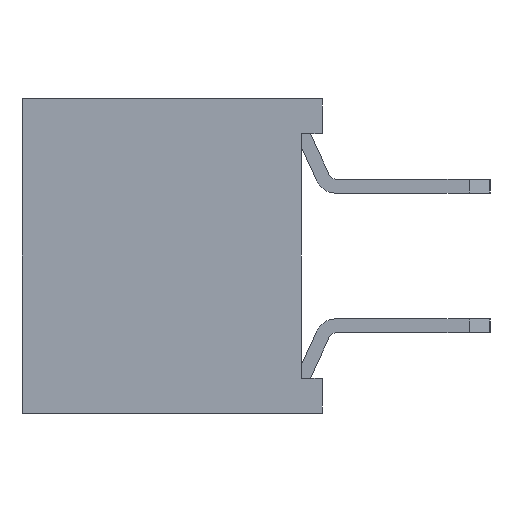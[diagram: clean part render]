
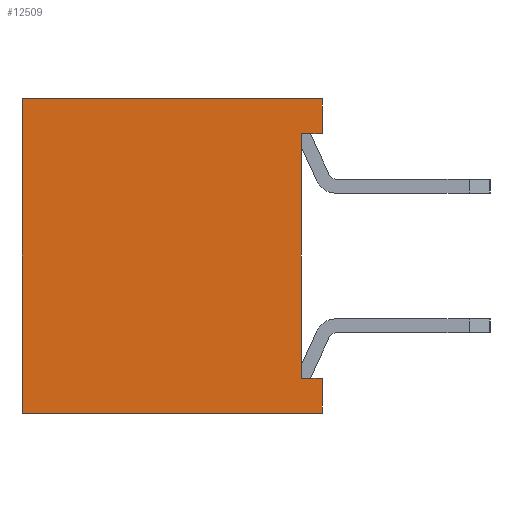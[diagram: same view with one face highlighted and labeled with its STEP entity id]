
A CAD part, left-side view. The second image highlights one B-rep face of the part: STEP entity #12509.
In plain terms, the highlighted planar face has unit normal (-1, 0, 0).
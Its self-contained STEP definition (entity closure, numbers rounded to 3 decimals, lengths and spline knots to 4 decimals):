
#261=DIRECTION('',(0.,1.,0.));
#262=VECTOR('',#261,0.3);
#263=CARTESIAN_POINT('',(-32.25,0.,-1.75));
#264=LINE('',#263,#262);
#265=DIRECTION('',(0.,0.,1.));
#266=VECTOR('',#265,0.5);
#267=CARTESIAN_POINT('',(-32.25,0.,-2.25));
#268=LINE('',#267,#266);
#269=DIRECTION('',(0.,0.,-1.));
#270=VECTOR('',#269,4.5);
#271=CARTESIAN_POINT('',(-32.25,4.3,2.25));
#272=LINE('',#271,#270);
#273=DIRECTION('',(0.,0.,1.));
#274=VECTOR('',#273,0.5);
#275=CARTESIAN_POINT('',(-32.25,0.,1.75));
#276=LINE('',#275,#274);
#277=DIRECTION('',(0.,0.,1.));
#278=VECTOR('',#277,3.5);
#279=CARTESIAN_POINT('',(-32.25,0.3,-1.75));
#280=LINE('',#279,#278);
#289=DIRECTION('',(0.,1.,0.));
#290=VECTOR('',#289,4.3);
#291=CARTESIAN_POINT('',(-32.25,0.,-2.25));
#292=LINE('',#291,#290);
#325=DIRECTION('',(0.,-1.,0.));
#326=VECTOR('',#325,0.3);
#327=CARTESIAN_POINT('',(-32.25,0.3,1.75));
#328=LINE('',#327,#326);
#589=DIRECTION('',(0.,-1.,0.));
#590=VECTOR('',#589,4.3);
#591=CARTESIAN_POINT('',(-32.25,4.3,2.25));
#592=LINE('',#591,#590);
#8290=CARTESIAN_POINT('',(-32.25,0.,-1.75));
#8292=VERTEX_POINT('',#8290);
#8293=CARTESIAN_POINT('',(-32.25,0.,-2.25));
#8294=VERTEX_POINT('',#8293);
#8297=CARTESIAN_POINT('',(-32.25,0.,1.75));
#8299=VERTEX_POINT('',#8297);
#8303=CARTESIAN_POINT('',(-32.25,0.,2.25));
#8304=VERTEX_POINT('',#8303);
#8306=CARTESIAN_POINT('',(-32.25,0.3,-1.75));
#8308=VERTEX_POINT('',#8306);
#8951=CARTESIAN_POINT('',(-32.25,0.3,1.75));
#8952=VERTEX_POINT('',#8951);
#8981=CARTESIAN_POINT('',(-32.25,4.3,2.25));
#8982=CARTESIAN_POINT('',(-32.25,4.3,-2.25));
#8983=VERTEX_POINT('',#8981);
#8984=VERTEX_POINT('',#8982);
#12490=CARTESIAN_POINT('',(-32.25,2.15,0.));
#12491=DIRECTION('',(1.,0.,0.));
#12492=DIRECTION('',(0.,0.,1.));
#12493=AXIS2_PLACEMENT_3D('',#12490,#12491,#12492);
#12494=PLANE('',#12493);
#12495=ORIENTED_EDGE('',*,*,#11163,.F.);
#12496=ORIENTED_EDGE('',*,*,#10892,.F.);
#12498=ORIENTED_EDGE('',*,*,#12497,.T.);
#12499=ORIENTED_EDGE('',*,*,#11843,.F.);
#12501=ORIENTED_EDGE('',*,*,#12500,.T.);
#12503=ORIENTED_EDGE('',*,*,#12502,.F.);
#12505=ORIENTED_EDGE('',*,*,#12504,.F.);
#12506=ORIENTED_EDGE('',*,*,#11176,.F.);
#12507=EDGE_LOOP('',(#12495,#12496,#12498,#12499,#12501,#12503,#12505,#12506));
#12508=FACE_OUTER_BOUND('',#12507,.F.);
#10892=EDGE_CURVE('',#8294,#8292,#268,.T.);
#11163=EDGE_CURVE('',#8292,#8308,#264,.T.);
#11176=EDGE_CURVE('',#8308,#8952,#280,.T.);
#11843=EDGE_CURVE('',#8983,#8984,#272,.T.);
#12497=EDGE_CURVE('',#8294,#8984,#292,.T.);
#12500=EDGE_CURVE('',#8983,#8304,#592,.T.);
#12502=EDGE_CURVE('',#8299,#8304,#276,.T.);
#12504=EDGE_CURVE('',#8952,#8299,#328,.T.);
#12509=ADVANCED_FACE('',(#12508),#12494,.F.);
